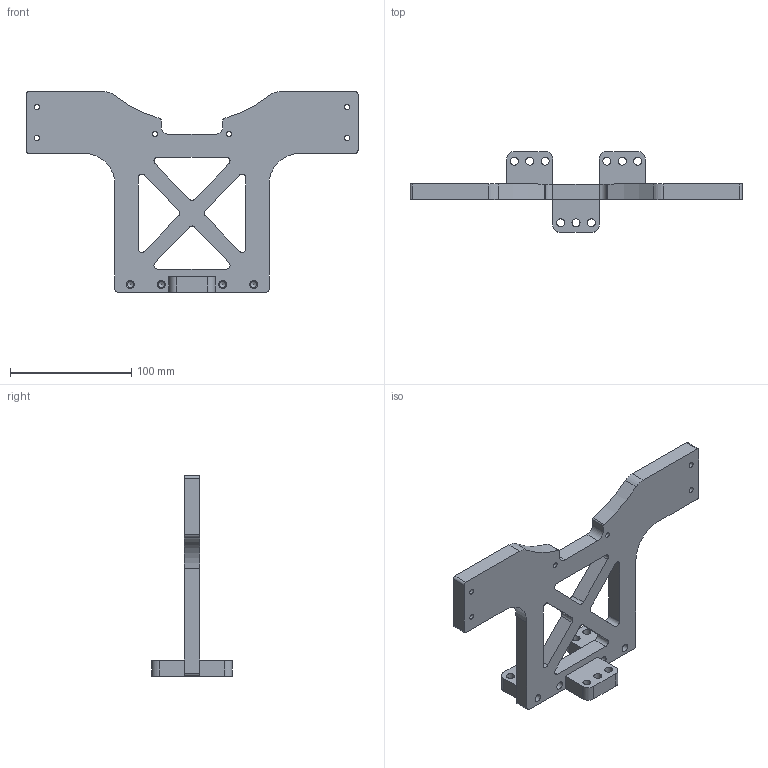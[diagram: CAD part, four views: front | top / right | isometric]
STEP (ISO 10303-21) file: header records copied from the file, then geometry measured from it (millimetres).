
FILE_DESCRIPTION(/* description */ (''),/* implementation_level */ '2;1');
FILE_NAME(/* name */ 'Master Assembly v1.step',/* time_stamp */ '2023-11-04T17:23:02+02:00',/* author */ (''),/* organization */ (''),/* preprocessor_version */ 'ST-DEVELOPER v20',/* originating_system */ 'Autodesk Translation Framework v12.14.0.127',/* authorisation */ '');
FILE_SCHEMA (('AUTOMOTIVE_DESIGN { 1 0 10303 214 3 1 1 }'));
Length unit declared in the file: millimetre
Products named in the file (4): Master Assembly; Bases; V4 Mount Vertical; V4 Riser Bracket
Assembly tree (5 placements, depth 4):
  Master Assembly
    Bases
      V4 Mount Vertical
        V4 Riser Bracket  x3
Bounding box: 273.56 x 66.67 x 165.1 mm (x, y, z)
Volume: 291671 mm3; surface area: 76352.3 mm2
Topology: 4 solids, 4 shells, 117 faces, 315 edges, 206 vertices
Faces by surface type: cylinder 61, plane 44, cone 12
Full cylindrical faces by diameter (mm): 4.234 x2, 4.496 x4, 5.116 x6, 6.528 x6, 6.629 x9
Entity records: 2908 total; most frequent: DIRECTION 511, CARTESIAN_POINT 477, ORIENTED_EDGE 462, EDGE_CURVE 231, AXIS2_PLACEMENT_3D 188, VERTEX_POINT 154, LINE 135, VECTOR 135
